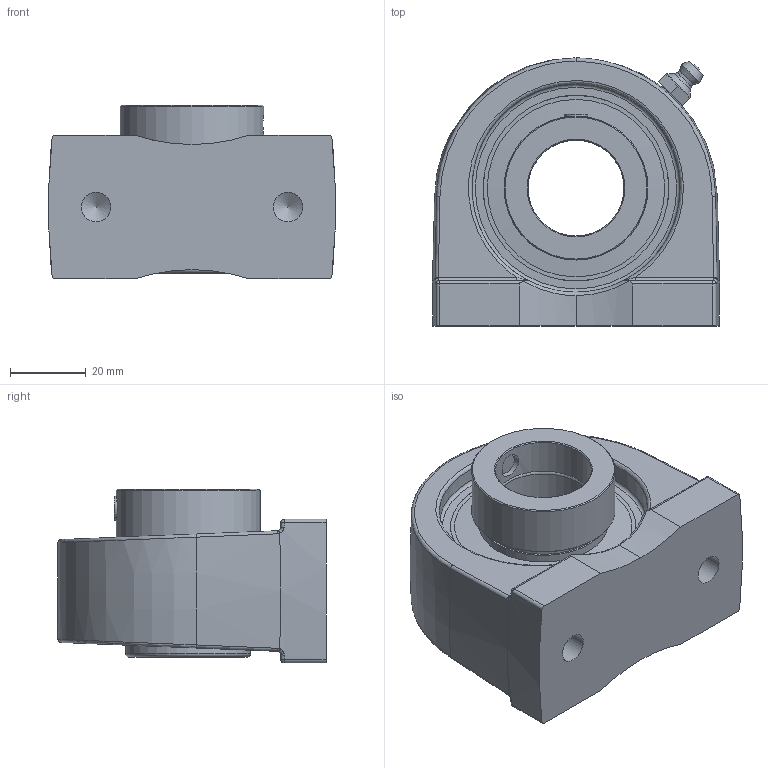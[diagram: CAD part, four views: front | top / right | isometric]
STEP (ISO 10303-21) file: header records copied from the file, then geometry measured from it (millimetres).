
FILE_DESCRIPTION(('HOOPS Exchange Step'),'2;1');
FILE_NAME('export-AC49DE6F-5F50-42C7-91AC-0E1F054CE7E5.stp','2019-12-13T14:51:10-08:00',('ibuslach'),('Alibre'),'HOOPS Exchange 2019.2','Alibre','Unknown authorisation');
FILE_SCHEMA( ('AP242_MANAGED_MODEL_BASED_3D_ENGINEERING_MIM_LF {1 0 10303 442 1 1 4 }') );
Length unit declared in the file: centimetre
Products named in the file (8): MRN SPA 205; UCP ZERK 6mm; SHC 205-16 RACE; SHC 205-16 COLLAR; SHC 205-16 SHIELD; SHC 204 SS; MRN SHC 205-16; MRN SHCPA 205-16
Assembly tree (7 placements, depth 3):
  MRN SHCPA 205-16
    MRN SPA 205
    UCP ZERK 6mm
    MRN SHC 205-16
      SHC 205-16 RACE
      SHC 205-16 COLLAR
      SHC 205-16 SHIELD
      SHC 204 SS
Bounding box: 76 x 71 x 45.96 mm (x, y, z)
Volume: 104882.2 mm3; surface area: 42061.9 mm2
Topology: 8 solids, 8 shells, 197 faces, 521 edges, 332 vertices
Faces by surface type: cylinder 59, plane 55, bspline 28, cone 23, torus 20, sphere 12
Full cylindrical faces by diameter (mm): 1.507 x2, 6 x2, 6.35 x3, 7.798 x2, 25.4 x2, 30.683 x2, 33.02 x4, 34.036 x2, 38.1 x1, 45.212 x2, 46.99 x4, 55.143 x2
Entity records: 12392 total; most frequent: CARTESIAN_POINT 7447, ORIENTED_EDGE 1014, DIRECTION 996, EDGE_CURVE 507, AXIS2_PLACEMENT_3D 427, VERTEX_POINT 332, CIRCLE 229, EDGE_LOOP 223
